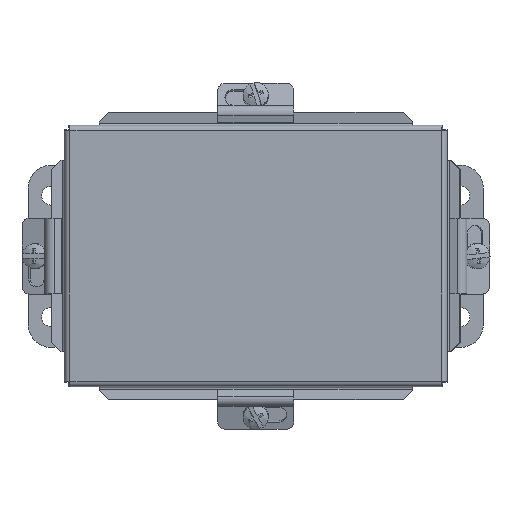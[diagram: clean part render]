
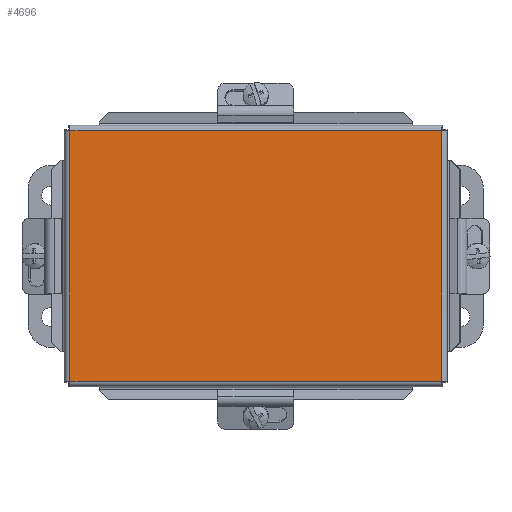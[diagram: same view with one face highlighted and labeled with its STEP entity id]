
A CAD part, top view. The second image highlights one B-rep face of the part: STEP entity #4696.
In plain terms, the highlighted face is planar.
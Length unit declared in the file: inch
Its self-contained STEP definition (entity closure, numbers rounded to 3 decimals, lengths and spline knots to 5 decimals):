
#605 = DIRECTION ( 'NONE',  ( 1., 0., 0. ) ) ;
#984 = CARTESIAN_POINT ( 'NONE',  ( 0.09375, 6.21625, 0. ) ) ;
#1216 = VECTOR ( 'NONE', #2704, 39.37008 ) ;
#1688 = EDGE_CURVE ( 'NONE', #9739, #7910, #1918, .T. ) ;
#1918 = LINE ( 'NONE', #7670, #9651 ) ;
#2400 = CARTESIAN_POINT ( 'NONE',  ( 4.21625, 6.21625, 0. ) ) ;
#2594 = VERTEX_POINT ( 'NONE', #2400 ) ;
#2704 = DIRECTION ( 'NONE',  ( 1., 0., 0. ) ) ;
#2959 = EDGE_CURVE ( 'NONE', #12240, #9739, #5617, .T. ) ;
#3612 = LINE ( 'NONE', #7041, #9400 ) ;
#3810 = DIRECTION ( 'NONE',  ( 0., 1., 0. ) ) ;
#3967 = DIRECTION ( 'NONE',  ( 0., -1., 0. ) ) ;
#4393 = CARTESIAN_POINT ( 'NONE',  ( 0.09375, 0.09375, 0. ) ) ;
#4479 = CARTESIAN_POINT ( 'NONE',  ( 4.21625, 0.09375, 0. ) ) ;
#4696 = ADVANCED_FACE ( 'NONE', ( #5497 ), #5272, .F. ) ;
#5063 = ORIENTED_EDGE ( 'NONE', *, *, #7242, .T. ) ;
#5272 = PLANE ( 'NONE',  #11133 ) ;
#5497 = FACE_OUTER_BOUND ( 'NONE', #6106, .T. ) ;
#5617 = LINE ( 'NONE', #8143, #11421 ) ;
#6106 = EDGE_LOOP ( 'NONE', ( #5063, #9543, #12401, #8215 ) ) ;
#7041 = CARTESIAN_POINT ( 'NONE',  ( 4.21625, 6.21625, 0. ) ) ;
#7242 = EDGE_CURVE ( 'NONE', #2594, #12240, #3612, .T. ) ;
#7670 = CARTESIAN_POINT ( 'NONE',  ( 0.09375, 0.09375, 0. ) ) ;
#7910 = VERTEX_POINT ( 'NONE', #984 ) ;
#8081 = DIRECTION ( 'NONE',  ( -1., 0., 0. ) ) ;
#8143 = CARTESIAN_POINT ( 'NONE',  ( 4.21625, 0.09375, 0. ) ) ;
#8215 = ORIENTED_EDGE ( 'NONE', *, *, #9885, .T. ) ;
#8898 = CARTESIAN_POINT ( 'NONE',  ( 0.09375, 6.21625, 0. ) ) ;
#9090 = LINE ( 'NONE', #8898, #1216 ) ;
#9400 = VECTOR ( 'NONE', #3967, 39.37008 ) ;
#9543 = ORIENTED_EDGE ( 'NONE', *, *, #2959, .T. ) ;
#9651 = VECTOR ( 'NONE', #3810, 39.37008 ) ;
#9739 = VERTEX_POINT ( 'NONE', #4393 ) ;
#9885 = EDGE_CURVE ( 'NONE', #7910, #2594, #9090, .T. ) ;
#11133 = AXIS2_PLACEMENT_3D ( 'NONE', #12155, #13065, #605 ) ;
#11421 = VECTOR ( 'NONE', #8081, 39.37008 ) ;
#12155 = CARTESIAN_POINT ( 'NONE',  ( 2.155, 3.155, 0. ) ) ;
#12240 = VERTEX_POINT ( 'NONE', #4479 ) ;
#12401 = ORIENTED_EDGE ( 'NONE', *, *, #1688, .T. ) ;
#13065 = DIRECTION ( 'NONE',  ( 0., 0., 1. ) ) ;
